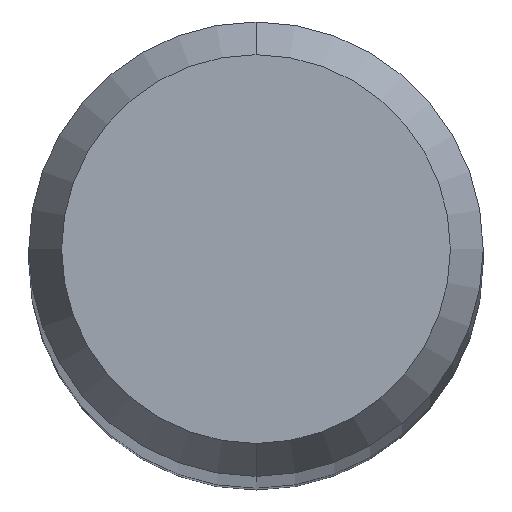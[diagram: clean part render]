
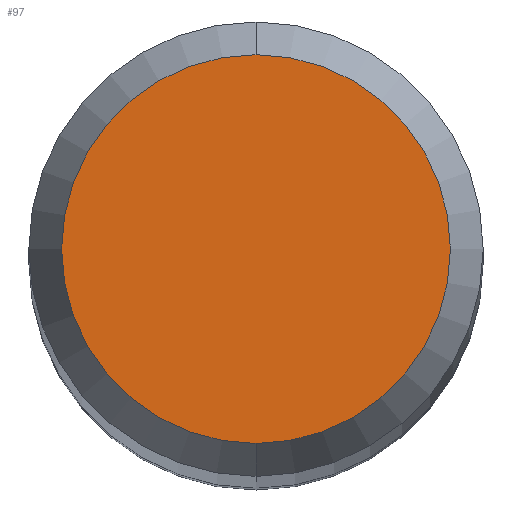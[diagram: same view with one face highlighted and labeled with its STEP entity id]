
A CAD part, top view. The second image highlights one B-rep face of the part: STEP entity #97.
In plain terms, the highlighted planar face has unit normal (0, 0, 1).
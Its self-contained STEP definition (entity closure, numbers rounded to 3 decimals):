
#83=EDGE_CURVE('',#159,#141,#194,.T.);
#97=ADVANCED_FACE('',(#209),#210,.T.);
#125=EDGE_CURVE('',#141,#159,#242,.T.);
#141=VERTEX_POINT('',#261);
#159=VERTEX_POINT('',#280);
#194=CIRCLE('',#311,1.358);
#209=FACE_OUTER_BOUND('',#331,.T.);
#210=PLANE('',#332);
#242=CIRCLE('',#375,1.358);
#261=CARTESIAN_POINT('',(0.0,1.358,0.0));
#280=CARTESIAN_POINT('',(0.,-1.358,0.0));
#311=AXIS2_PLACEMENT_3D('',#438,#439,#440);
#331=EDGE_LOOP('',(#453,#454));
#332=AXIS2_PLACEMENT_3D('',#455,#456,#457);
#375=AXIS2_PLACEMENT_3D('',#503,#504,#505);
#438=CARTESIAN_POINT('',(0.0,0.0,0.0));
#439=DIRECTION('',(0.0,0.0,-1.0));
#440=DIRECTION('',(0.0,1.0,0.0));
#453=ORIENTED_EDGE('',*,*,#125,.F.);
#454=ORIENTED_EDGE('',*,*,#83,.F.);
#455=CARTESIAN_POINT('',(0.0,0.679,0.0));
#456=DIRECTION('',(-0.0,0.0,1.0));
#457=DIRECTION('',(0.0,-1.0,0.0));
#503=CARTESIAN_POINT('',(0.0,0.0,0.0));
#504=DIRECTION('',(0.0,0.0,-1.0));
#505=DIRECTION('',(0.0,1.0,0.0));
